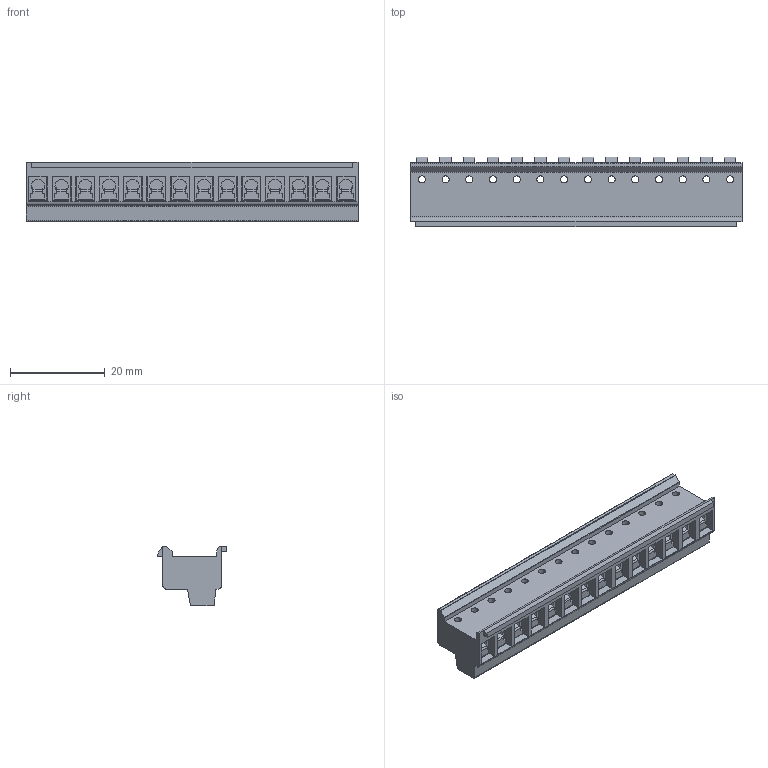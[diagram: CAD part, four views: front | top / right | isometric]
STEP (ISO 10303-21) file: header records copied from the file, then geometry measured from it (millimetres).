
FILE_DESCRIPTION((''),'2;1');
FILE_NAME('TL221T-XXP-XC','2024-12-03T11:54:33',('sheji'),(''),'CREO PARAMETRIC BY PTC INC, 2018100','CREO PARAMETRIC BY PTC INC, 2018100','');
FILE_SCHEMA(('CONFIG_CONTROL_DESIGN'));
Length unit declared in the file: millimetre
Products named in the file (1): TL221T-XXP-XC
Bounding box: 70 x 14.7 x 12.55 mm (x, y, z)
Volume: 6646 mm3; surface area: 6165.4 mm2
Topology: 1 solids, 1 shells, 769 faces, 2089 edges, 1364 vertices
Faces by surface type: plane 621, cylinder 148
Entity records: 24125 total; most frequent: CARTESIAN_POINT 4222, ORIENTED_EDGE 4178, DIRECTION 4007, EDGE_CURVE 2089, VECTOR 1709, LINE 1709, VERTEX_POINT 1364, AXIS2_PLACEMENT_3D 1149
